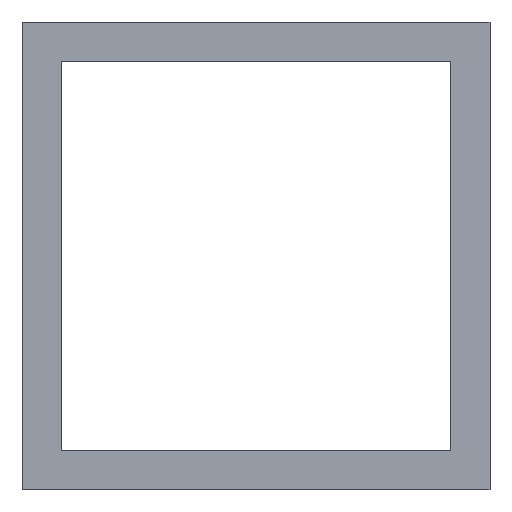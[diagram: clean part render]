
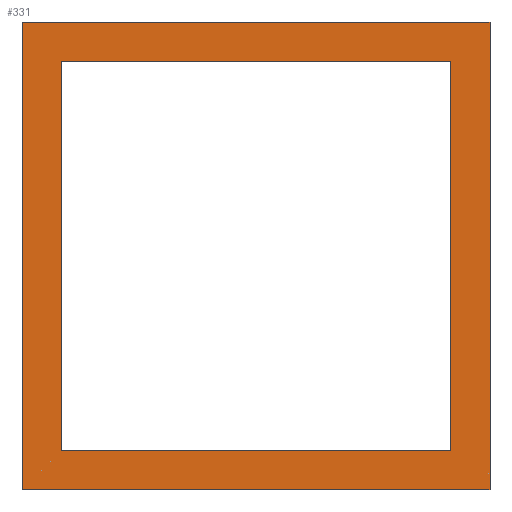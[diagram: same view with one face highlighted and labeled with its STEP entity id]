
A CAD part, front view. The second image highlights one B-rep face of the part: STEP entity #331.
In plain terms, the highlighted planar face has unit normal (0, -1, 0).
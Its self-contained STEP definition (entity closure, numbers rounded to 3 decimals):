
#1 = EDGE_LOOP ( 'NONE', ( #164, #249, #256, #320 ) ) ;
#2 = VERTEX_POINT ( 'NONE', #68 ) ;
#13 = LINE ( 'NONE', #57, #289 ) ;
#20 = VERTEX_POINT ( 'NONE', #229 ) ;
#25 = EDGE_CURVE ( 'NONE', #205, #78, #308, .T. ) ;
#29 = EDGE_CURVE ( 'NONE', #78, #284, #303, .T. ) ;
#33 = CARTESIAN_POINT ( 'NONE',  ( -31.739, -50.217, -22. ) ) ;
#50 = VERTEX_POINT ( 'NONE', #173 ) ;
#57 = CARTESIAN_POINT ( 'NONE',  ( -31.739, -50.217, -24. ) ) ;
#60 = LINE ( 'NONE', #302, #204 ) ;
#61 = ORIENTED_EDGE ( 'NONE', *, *, #175, .F. ) ;
#63 = CARTESIAN_POINT ( 'NONE',  ( -7.739, -50.217, -24. ) ) ;
#68 = CARTESIAN_POINT ( 'NONE',  ( -31.739, -50.217, -24. ) ) ;
#78 = VERTEX_POINT ( 'NONE', #313 ) ;
#80 = VECTOR ( 'NONE', #329, 1000. ) ;
#82 = EDGE_CURVE ( 'NONE', #20, #50, #145, .T. ) ;
#93 = ORIENTED_EDGE ( 'NONE', *, *, #25, .F. ) ;
#97 = CARTESIAN_POINT ( 'NONE',  ( -29.739, -50.217, -22. ) ) ;
#100 = DIRECTION ( 'NONE',  ( 0., 0., 1. ) ) ;
#106 = CARTESIAN_POINT ( 'NONE',  ( -7.739, -50.217, -24. ) ) ;
#113 = ORIENTED_EDGE ( 'NONE', *, *, #265, .F. ) ;
#122 = VECTOR ( 'NONE', #291, 1000. ) ;
#127 = VECTOR ( 'NONE', #100, 1000. ) ;
#129 = AXIS2_PLACEMENT_3D ( 'NONE', #162, #215, #186 ) ;
#133 = VERTEX_POINT ( 'NONE', #106 ) ;
#139 = VECTOR ( 'NONE', #277, 1000. ) ;
#145 = LINE ( 'NONE', #335, #122 ) ;
#153 = EDGE_CURVE ( 'NONE', #2, #20, #60, .T. ) ;
#159 = PLANE ( 'NONE',  #129 ) ;
#162 = CARTESIAN_POINT ( 'NONE',  ( -31.739, -50.217, -24. ) ) ;
#163 = EDGE_CURVE ( 'NONE', #133, #50, #193, .T. ) ;
#164 = ORIENTED_EDGE ( 'NONE', *, *, #82, .F. ) ;
#170 = CARTESIAN_POINT ( 'NONE',  ( -29.739, -50.217, -24. ) ) ;
#173 = CARTESIAN_POINT ( 'NONE',  ( -7.739, -50.217, 0. ) ) ;
#175 = EDGE_CURVE ( 'NONE', #281, #205, #279, .T. ) ;
#176 = CARTESIAN_POINT ( 'NONE',  ( -9.739, -50.217, -24. ) ) ;
#186 = DIRECTION ( 'NONE',  ( 0., 0., -1. ) ) ;
#192 = VECTOR ( 'NONE', #258, 1000. ) ;
#193 = LINE ( 'NONE', #63, #139 ) ;
#195 = ORIENTED_EDGE ( 'NONE', *, *, #29, .F. ) ;
#196 = CARTESIAN_POINT ( 'NONE',  ( -9.739, -50.217, -22. ) ) ;
#197 = EDGE_CURVE ( 'NONE', #2, #133, #13, .T. ) ;
#202 = CARTESIAN_POINT ( 'NONE',  ( -31.739, -50.217, -2. ) ) ;
#204 = VECTOR ( 'NONE', #307, 1000. ) ;
#205 = VERTEX_POINT ( 'NONE', #196 ) ;
#215 = DIRECTION ( 'NONE',  ( 0., -1., 0. ) ) ;
#219 = DIRECTION ( 'NONE',  ( 1., 0., 0. ) ) ;
#223 = FACE_BOUND ( 'NONE', #232, .T. ) ;
#229 = CARTESIAN_POINT ( 'NONE',  ( -31.739, -50.217, 0. ) ) ;
#232 = EDGE_LOOP ( 'NONE', ( #113, #195, #93, #61 ) ) ;
#238 = FACE_OUTER_BOUND ( 'NONE', #1, .T. ) ;
#249 = ORIENTED_EDGE ( 'NONE', *, *, #153, .F. ) ;
#251 = CARTESIAN_POINT ( 'NONE',  ( -29.739, -50.217, -2. ) ) ;
#256 = ORIENTED_EDGE ( 'NONE', *, *, #197, .T. ) ;
#258 = DIRECTION ( 'NONE',  ( -1., 0., 0. ) ) ;
#265 = EDGE_CURVE ( 'NONE', #284, #281, #276, .T. ) ;
#276 = LINE ( 'NONE', #170, #80 ) ;
#277 = DIRECTION ( 'NONE',  ( 0., 0., 1. ) ) ;
#279 = LINE ( 'NONE', #33, #336 ) ;
#281 = VERTEX_POINT ( 'NONE', #97 ) ;
#283 = DIRECTION ( 'NONE',  ( 1., 0., 0. ) ) ;
#284 = VERTEX_POINT ( 'NONE', #251 ) ;
#289 = VECTOR ( 'NONE', #283, 1000. ) ;
#291 = DIRECTION ( 'NONE',  ( 1., 0., 0. ) ) ;
#302 = CARTESIAN_POINT ( 'NONE',  ( -31.739, -50.217, -24. ) ) ;
#303 = LINE ( 'NONE', #202, #192 ) ;
#307 = DIRECTION ( 'NONE',  ( 0., 0., 1. ) ) ;
#308 = LINE ( 'NONE', #176, #127 ) ;
#313 = CARTESIAN_POINT ( 'NONE',  ( -9.739, -50.217, -2. ) ) ;
#320 = ORIENTED_EDGE ( 'NONE', *, *, #163, .T. ) ;
#329 = DIRECTION ( 'NONE',  ( 0., 0., -1. ) ) ;
#331 = ADVANCED_FACE ( 'NONE', ( #223, #238 ), #159, .T. ) ;
#335 = CARTESIAN_POINT ( 'NONE',  ( -31.739, -50.217, 0. ) ) ;
#336 = VECTOR ( 'NONE', #219, 1000. ) ;
